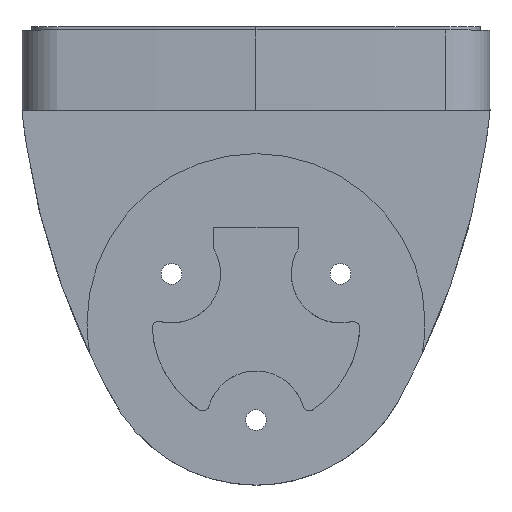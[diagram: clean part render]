
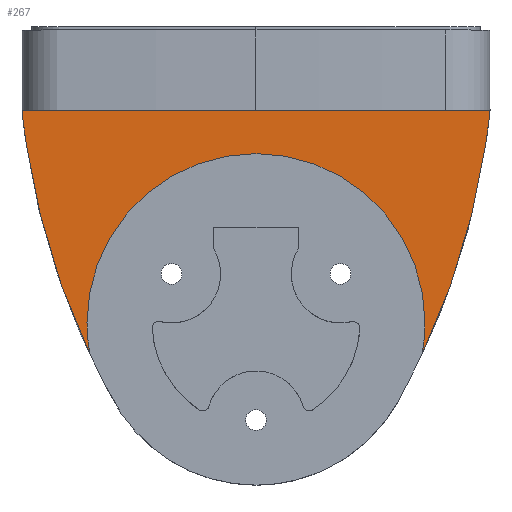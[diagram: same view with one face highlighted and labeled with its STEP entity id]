
A CAD part, top view. The second image highlights one B-rep face of the part: STEP entity #267.
In plain terms, the highlighted planar face has unit normal (0, 0, 1).
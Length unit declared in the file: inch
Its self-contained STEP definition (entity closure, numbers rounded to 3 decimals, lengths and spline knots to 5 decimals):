
#6 = VERTEX_POINT ( 'NONE', #376 ) ;
#102 = CIRCLE ( 'NONE', #2546, 1.02362 ) ;
#267 = ADVANCED_FACE ( 'NONE', ( #1058 ), #1996, .T. ) ;
#363 = B_SPLINE_CURVE_WITH_KNOTS ( 'NONE', 3,
 ( #1012, #2899, #537, #4798, #5726, #2418, #3362, #1494, #1569, #3802 ),
 .UNSPECIFIED., .F., .F.,
 ( 4, 1, 1, 2, 2, 4 ),
 ( 0., 0.25, 0.375, 0.4375, 0.5, 1. ),
 .UNSPECIFIED. ) ;
#376 = CARTESIAN_POINT ( 'NONE',  ( -1.39249, -0.68346, 0.77953 ) ) ;
#429 = DIRECTION ( 'NONE',  ( 1., 0., 0. ) ) ;
#442 = CARTESIAN_POINT ( 'NONE',  ( 3.15731, -0.00947, 0.77953 ) ) ;
#535 = LINE ( 'NONE', #4649, #5207 ) ;
#537 = CARTESIAN_POINT ( 'NONE',  ( 1.11863, -1.71054, 0.77953 ) ) ;
#590 = CARTESIAN_POINT ( 'NONE',  ( -1.41732, -0.48661, 0.77953 ) ) ;
#617 = VERTEX_POINT ( 'NONE', #2979 ) ;
#767 = EDGE_CURVE ( 'NONE', #6, #1756, #3415, .T. ) ;
#862 = AXIS2_PLACEMENT_3D ( 'NONE', #590, #3861, #3902 ) ;
#901 = EDGE_CURVE ( 'NONE', #617, #4943, #102, .T. ) ;
#1012 = CARTESIAN_POINT ( 'NONE',  ( 1.00483, -1.96687, 0.77953 ) ) ;
#1032 = CARTESIAN_POINT ( 'NONE',  ( -1.25397, -1.3119, 0.77953 ) ) ;
#1058 = FACE_OUTER_BOUND ( 'NONE', #4493, .T. ) ;
#1082 = EDGE_CURVE ( 'NONE', #2959, #5539, #3827, .T. ) ;
#1092 = CARTESIAN_POINT ( 'NONE',  ( -1.1808, -1.55428, 0.77953 ) ) ;
#1097 = EDGE_CURVE ( 'NONE', #4943, #2419, #4928, .T. ) ;
#1303 = DIRECTION ( 'NONE',  ( 0., 0., -1. ) ) ;
#1494 = CARTESIAN_POINT ( 'NONE',  ( 1.31071, -1.12396, 0.77953 ) ) ;
#1569 = CARTESIAN_POINT ( 'NONE',  ( 1.3596, -0.90551, 0.77953 ) ) ;
#1630 = CIRCLE ( 'NONE', #5673, 4.59944 ) ;
#1756 = VERTEX_POINT ( 'NONE', #4792 ) ;
#1822 = DIRECTION ( 'NONE',  ( -1., 0., 0. ) ) ;
#1926 = CARTESIAN_POINT ( 'NONE',  ( 1.02362, -1.77165, 0.77953 ) ) ;
#1987 = CARTESIAN_POINT ( 'NONE',  ( -1.37604, -0.79448, 0.77953 ) ) ;
#1996 = PLANE ( 'NONE',  #862 ) ;
#2028 = CARTESIAN_POINT ( 'NONE',  ( -1.00483, -1.96687, 0.77953 ) ) ;
#2110 = EDGE_CURVE ( 'NONE', #3145, #2959, #535, .T. ) ;
#2121 = CARTESIAN_POINT ( 'NONE',  ( 1.41732, -0.48661, 0.77953 ) ) ;
#2194 = ORIENTED_EDGE ( 'NONE', *, *, #4066, .T. ) ;
#2288 = ORIENTED_EDGE ( 'NONE', *, *, #1082, .F. ) ;
#2418 = CARTESIAN_POINT ( 'NONE',  ( 1.22934, -1.3926, 0.77953 ) ) ;
#2419 = VERTEX_POINT ( 'NONE', #3216 ) ;
#2546 = AXIS2_PLACEMENT_3D ( 'NONE', #5449, #3040, #3550 ) ;
#2672 = CARTESIAN_POINT ( 'NONE',  ( -1.41732, -0.48661, 0.77953 ) ) ;
#2744 = ORIENTED_EDGE ( 'NONE', *, *, #767, .T. ) ;
#2866 = AXIS2_PLACEMENT_3D ( 'NONE', #5573, #5939, #4599 ) ;
#2899 = CARTESIAN_POINT ( 'NONE',  ( 1.05264, -1.86526, 0.77953 ) ) ;
#2959 = VERTEX_POINT ( 'NONE', #2121 ) ;
#2979 = CARTESIAN_POINT ( 'NONE',  ( -1.02362, -1.77165, 0.77953 ) ) ;
#3040 = DIRECTION ( 'NONE',  ( 0., 0., -1. ) ) ;
#3145 = VERTEX_POINT ( 'NONE', #2672 ) ;
#3199 = CARTESIAN_POINT ( 'NONE',  ( 0., -1.77165, 0.77953 ) ) ;
#3207 = DIRECTION ( 'NONE',  ( -1., 0., 0. ) ) ;
#3216 = CARTESIAN_POINT ( 'NONE',  ( 1.00483, -1.96687, 0.77953 ) ) ;
#3278 = ORIENTED_EDGE ( 'NONE', *, *, #2110, .F. ) ;
#3362 = CARTESIAN_POINT ( 'NONE',  ( 1.23773, -1.36569, 0.77953 ) ) ;
#3403 = CARTESIAN_POINT ( 'NONE',  ( 1.39249, -0.68346, 0.77953 ) ) ;
#3415 = B_SPLINE_CURVE_WITH_KNOTS ( 'NONE', 3,
 ( #5710, #1987, #4822, #3850, #5234, #4762, #1032, #1092, #4803, #2028 ),
 .UNSPECIFIED., .F., .F.,
 ( 4, 1, 1, 2, 2, 4 ),
 ( 0., 0.25, 0.375, 0.4375, 0.5, 1. ),
 .UNSPECIFIED. ) ;
#3550 = DIRECTION ( 'NONE',  ( 1., 0., 0. ) ) ;
#3687 = ORIENTED_EDGE ( 'NONE', *, *, #1097, .T. ) ;
#3802 = CARTESIAN_POINT ( 'NONE',  ( 1.39249, -0.68346, 0.77953 ) ) ;
#3827 = CIRCLE ( 'NONE', #5780, 4.59944 ) ;
#3850 = CARTESIAN_POINT ( 'NONE',  ( -1.29911, -1.15003, 0.77953 ) ) ;
#3861 = DIRECTION ( 'NONE',  ( 0., 0., 1. ) ) ;
#3902 = DIRECTION ( 'NONE',  ( 1., 0., 0. ) ) ;
#4066 = EDGE_CURVE ( 'NONE', #1756, #617, #5690, .T. ) ;
#4115 = DIRECTION ( 'NONE',  ( 0., 0., -1. ) ) ;
#4152 = EDGE_CURVE ( 'NONE', #6, #3145, #1630, .T. ) ;
#4493 = EDGE_LOOP ( 'NONE', ( #3278, #5699, #2744, #2194, #5835, #3687, #5957, #2288 ) ) ;
#4592 = DIRECTION ( 'NONE',  ( 0., 0., -1. ) ) ;
#4599 = DIRECTION ( 'NONE',  ( 1., 0., 0. ) ) ;
#4649 = CARTESIAN_POINT ( 'NONE',  ( 1.41732, -0.48661, 0.77953 ) ) ;
#4762 = CARTESIAN_POINT ( 'NONE',  ( -1.26181, -1.28505, 0.77953 ) ) ;
#4792 = CARTESIAN_POINT ( 'NONE',  ( -1.00483, -1.96687, 0.77953 ) ) ;
#4798 = CARTESIAN_POINT ( 'NONE',  ( 1.18558, -1.52602, 0.77953 ) ) ;
#4803 = CARTESIAN_POINT ( 'NONE',  ( -1.10046, -1.76363, 0.77953 ) ) ;
#4822 = CARTESIAN_POINT ( 'NONE',  ( -1.34538, -0.95966, 0.77953 ) ) ;
#4928 = CIRCLE ( 'NONE', #5742, 1.02362 ) ;
#4943 = VERTEX_POINT ( 'NONE', #1926 ) ;
#5044 = DIRECTION ( 'NONE',  ( 1., 0., 0. ) ) ;
#5084 = CARTESIAN_POINT ( 'NONE',  ( -3.15731, -0.00947, 0.77953 ) ) ;
#5207 = VECTOR ( 'NONE', #429, 39.37008 ) ;
#5234 = CARTESIAN_POINT ( 'NONE',  ( -1.27703, -1.23111, 0.77953 ) ) ;
#5449 = CARTESIAN_POINT ( 'NONE',  ( 0., -1.77165, 0.77953 ) ) ;
#5456 = EDGE_CURVE ( 'NONE', #2419, #5539, #363, .T. ) ;
#5539 = VERTEX_POINT ( 'NONE', #3403 ) ;
#5573 = CARTESIAN_POINT ( 'NONE',  ( 0., -1.77165, 0.77953 ) ) ;
#5673 = AXIS2_PLACEMENT_3D ( 'NONE', #442, #4115, #3207 ) ;
#5690 = CIRCLE ( 'NONE', #2866, 1.02362 ) ;
#5699 = ORIENTED_EDGE ( 'NONE', *, *, #4152, .F. ) ;
#5710 = CARTESIAN_POINT ( 'NONE',  ( -1.39249, -0.68346, 0.77953 ) ) ;
#5726 = CARTESIAN_POINT ( 'NONE',  ( 1.21212, -1.44608, 0.77953 ) ) ;
#5742 = AXIS2_PLACEMENT_3D ( 'NONE', #3199, #4592, #5044 ) ;
#5780 = AXIS2_PLACEMENT_3D ( 'NONE', #5084, #1303, #1822 ) ;
#5835 = ORIENTED_EDGE ( 'NONE', *, *, #901, .T. ) ;
#5939 = DIRECTION ( 'NONE',  ( 0., 0., -1. ) ) ;
#5957 = ORIENTED_EDGE ( 'NONE', *, *, #5456, .T. ) ;
